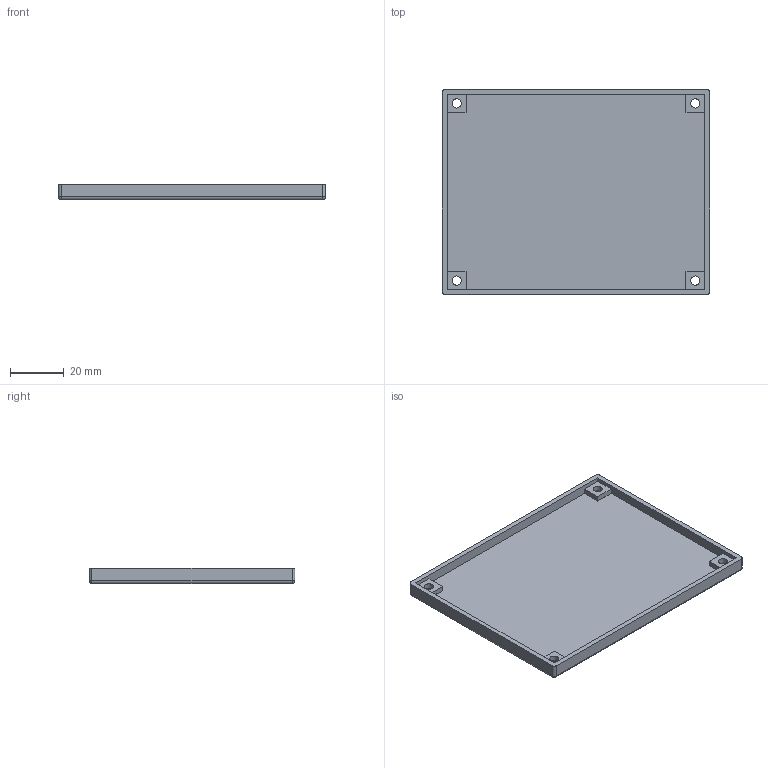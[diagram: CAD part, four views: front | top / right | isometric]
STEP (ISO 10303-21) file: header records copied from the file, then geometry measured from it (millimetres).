
FILE_DESCRIPTION(('FreeCAD Model'),'2;1');
FILE_NAME('Open CASCADE Shape Model','2024-12-30T07:04:32',(''),(''), 'Open CASCADE STEP processor 7.7','FreeCAD','Unknown');
FILE_SCHEMA(('AUTOMOTIVE_DESIGN { 1 0 10303 214 1 1 1 1 }'));
Length unit declared in the file: millimetre
Products named in the file (1): Body
Bounding box: 99.6 x 76.6 x 5.6 mm (x, y, z)
Volume: 17461.5 mm3; surface area: 18465.4 mm2
Topology: 1 solids, 1 shells, 47 faces, 112 edges, 68 vertices
Faces by surface type: plane 27, cylinder 16, sphere 4
Full cylindrical faces by diameter (mm): 3.4 x4, 6.6 x4
Entity records: 1356 total; most frequent: DIRECTION 236, CARTESIAN_POINT 224, ORIENTED_EDGE 216, EDGE_CURVE 108, AXIS2_PLACEMENT_3D 80, LINE 76, VECTOR 76, VERTEX_POINT 68
